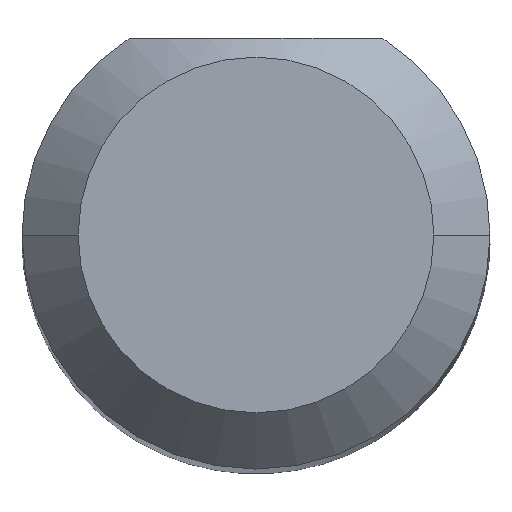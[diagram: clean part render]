
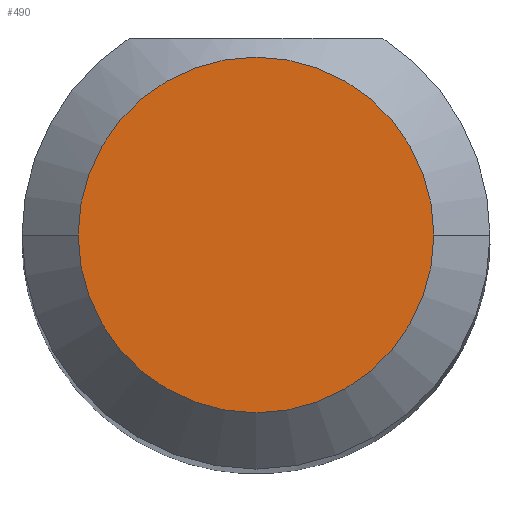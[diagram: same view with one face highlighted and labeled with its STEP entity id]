
A CAD part, top view. The second image highlights one B-rep face of the part: STEP entity #490.
In plain terms, the highlighted planar face has unit normal (0, 0, 1).
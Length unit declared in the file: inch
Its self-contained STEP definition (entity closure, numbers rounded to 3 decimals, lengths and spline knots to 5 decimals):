
#6 = DIRECTION ( 'NONE',  ( 1., 0., 0. ) ) ;
#13 = EDGE_CURVE ( 'NONE', #291, #353, #566, .T. ) ;
#26 = AXIS2_PLACEMENT_3D ( 'NONE', #643, #586, #279 ) ;
#116 = CARTESIAN_POINT ( 'NONE',  ( 0.0475, 0., 1.5 ) ) ;
#140 = DIRECTION ( 'NONE',  ( 0., 0., 1. ) ) ;
#163 = FACE_OUTER_BOUND ( 'NONE', #166, .T. ) ;
#166 = EDGE_LOOP ( 'NONE', ( #370, #486 ) ) ;
#179 = AXIS2_PLACEMENT_3D ( 'NONE', #409, #140, #461 ) ;
#216 = CIRCLE ( 'NONE', #179, 0.0475 ) ;
#279 = DIRECTION ( 'NONE',  ( 1., 0., 0. ) ) ;
#291 = VERTEX_POINT ( 'NONE', #301 ) ;
#301 = CARTESIAN_POINT ( 'NONE',  ( -0.0475, 0., 1.5 ) ) ;
#317 = DIRECTION ( 'NONE',  ( 0., 0., 1. ) ) ;
#353 = VERTEX_POINT ( 'NONE', #116 ) ;
#370 = ORIENTED_EDGE ( 'NONE', *, *, #13, .T. ) ;
#409 = CARTESIAN_POINT ( 'NONE',  ( 0., 0., 1.5 ) ) ;
#461 = DIRECTION ( 'NONE',  ( 1., 0., 0. ) ) ;
#486 = ORIENTED_EDGE ( 'NONE', *, *, #533, .T. ) ;
#490 = ADVANCED_FACE ( 'NONE', ( #163 ), #629, .T. ) ;
#493 = AXIS2_PLACEMENT_3D ( 'NONE', #623, #317, #6 ) ;
#533 = EDGE_CURVE ( 'NONE', #353, #291, #216, .T. ) ;
#566 = CIRCLE ( 'NONE', #493, 0.0475 ) ;
#586 = DIRECTION ( 'NONE',  ( 0., 0., 1. ) ) ;
#623 = CARTESIAN_POINT ( 'NONE',  ( 0., 0., 1.5 ) ) ;
#629 = PLANE ( 'NONE',  #26 ) ;
#643 = CARTESIAN_POINT ( 'NONE',  ( 0., 0., 1.5 ) ) ;
